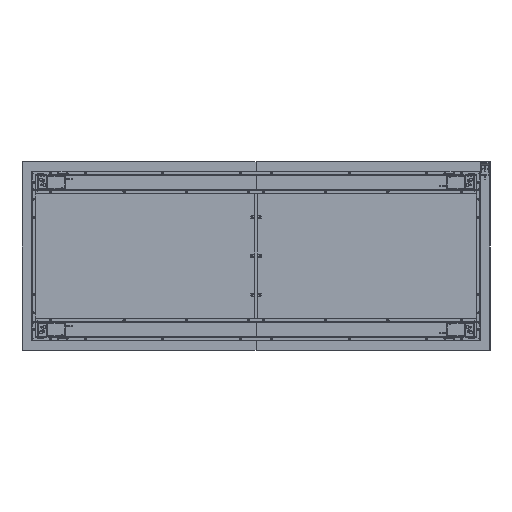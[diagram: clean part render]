
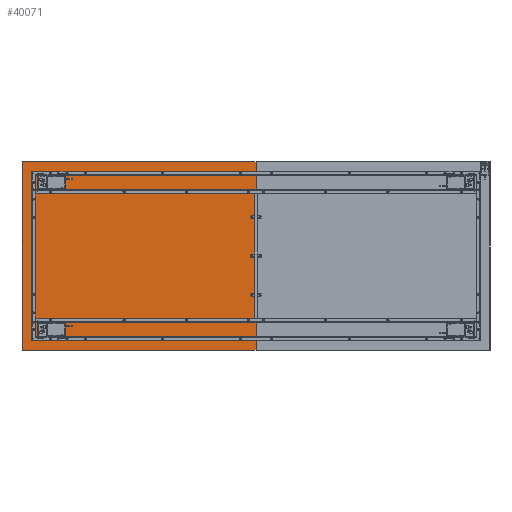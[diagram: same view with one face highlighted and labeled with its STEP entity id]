
A CAD part, front view. The second image highlights one B-rep face of the part: STEP entity #40071.
In plain terms, the highlighted planar face has unit normal (0, -1, 0).
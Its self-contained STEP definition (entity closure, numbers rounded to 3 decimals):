
#2056 = EDGE_CURVE ( 'NONE', #21438, #7330, #47304, .T. ) ;
#7330 = VERTEX_POINT ( 'NONE', #64318 ) ;
#9285 = VECTOR ( 'NONE', #36606, 1000. ) ;
#9396 = AXIS2_PLACEMENT_3D ( 'NONE', #55689, #30224, #20168 ) ;
#10938 = VERTEX_POINT ( 'NONE', #38762 ) ;
#11911 = VERTEX_POINT ( 'NONE', #14422 ) ;
#12391 = EDGE_LOOP ( 'NONE', ( #48248, #52318, #20779, #56750 ) ) ;
#14422 = CARTESIAN_POINT ( 'NONE',  ( -1506.5, 704.6, -606.5 ) ) ;
#16807 = EDGE_CURVE ( 'NONE', #11911, #21438, #62047, .T. ) ;
#20168 = DIRECTION ( 'NONE',  ( 0., 0., 1. ) ) ;
#20779 = ORIENTED_EDGE ( 'NONE', *, *, #65176, .T. ) ;
#21438 = VERTEX_POINT ( 'NONE', #25100 ) ;
#22232 = LINE ( 'NONE', #38031, #49829 ) ;
#22659 = EDGE_CURVE ( 'NONE', #10938, #11911, #22232, .T. ) ;
#24512 = FACE_OUTER_BOUND ( 'NONE', #12391, .T. ) ;
#25100 = CARTESIAN_POINT ( 'NONE',  ( 0., 704.6, -606.5 ) ) ;
#25836 = CARTESIAN_POINT ( 'NONE',  ( 0., 704.6, -606.5 ) ) ;
#28290 = LINE ( 'NONE', #37697, #66061 ) ;
#30224 = DIRECTION ( 'NONE',  ( 0., 1., 0. ) ) ;
#36606 = DIRECTION ( 'NONE',  ( 0., 0., 1. ) ) ;
#37697 = CARTESIAN_POINT ( 'NONE',  ( 0., 704.6, 606.5 ) ) ;
#38031 = CARTESIAN_POINT ( 'NONE',  ( -1506.5, 704.6, 0. ) ) ;
#38762 = CARTESIAN_POINT ( 'NONE',  ( -1506.5, 704.6, 606.5 ) ) ;
#39261 = VECTOR ( 'NONE', #45287, 1000. ) ;
#40071 = ADVANCED_FACE ( 'NONE', ( #24512 ), #44976, .F. ) ;
#41632 = CARTESIAN_POINT ( 'NONE',  ( 0., 704.6, 0. ) ) ;
#44976 = PLANE ( 'NONE',  #9396 ) ;
#45287 = DIRECTION ( 'NONE',  ( 1., 0., 0. ) ) ;
#47304 = LINE ( 'NONE', #41632, #9285 ) ;
#48248 = ORIENTED_EDGE ( 'NONE', *, *, #16807, .T. ) ;
#49829 = VECTOR ( 'NONE', #53076, 1000. ) ;
#52318 = ORIENTED_EDGE ( 'NONE', *, *, #2056, .T. ) ;
#53076 = DIRECTION ( 'NONE',  ( 0., 0., -1. ) ) ;
#55689 = CARTESIAN_POINT ( 'NONE',  ( 0., 704.6, 0. ) ) ;
#56750 = ORIENTED_EDGE ( 'NONE', *, *, #22659, .T. ) ;
#58120 = DIRECTION ( 'NONE',  ( -1., 0., 0. ) ) ;
#62047 = LINE ( 'NONE', #25836, #39261 ) ;
#64318 = CARTESIAN_POINT ( 'NONE',  ( 0., 704.6, 606.5 ) ) ;
#65176 = EDGE_CURVE ( 'NONE', #7330, #10938, #28290, .T. ) ;
#66061 = VECTOR ( 'NONE', #58120, 1000. ) ;
